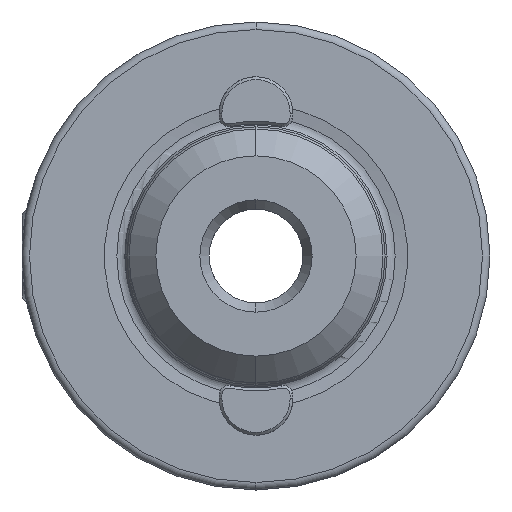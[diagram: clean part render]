
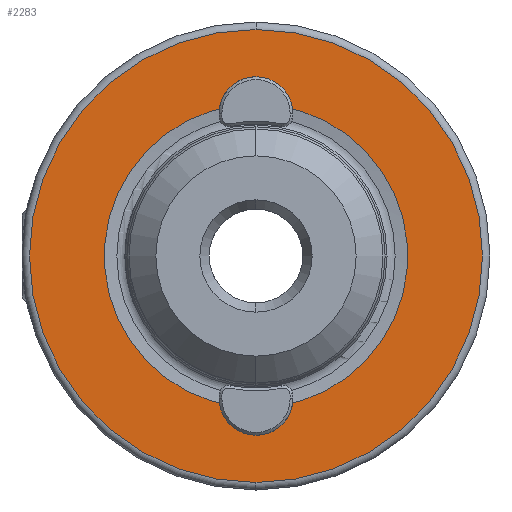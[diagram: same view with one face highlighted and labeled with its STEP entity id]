
A CAD part, left-side view. The second image highlights one B-rep face of the part: STEP entity #2283.
In plain terms, the highlighted planar face has unit normal (-1, 0, 0).
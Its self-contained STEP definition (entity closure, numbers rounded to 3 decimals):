
#37 = VERTEX_POINT ( 'NONE', #4045 ) ;
#136 = EDGE_CURVE ( 'NONE', #296, #2543, #2635, .T. ) ;
#168 = CARTESIAN_POINT ( 'NONE',  ( 0., 0., 0. ) ) ;
#170 = VERTEX_POINT ( 'NONE', #537 ) ;
#296 = VERTEX_POINT ( 'NONE', #4006 ) ;
#537 = CARTESIAN_POINT ( 'NONE',  ( 0., -1.046, -8.036 ) ) ;
#551 = DIRECTION ( 'NONE',  ( -1., 0., 0. ) ) ;
#569 = DIRECTION ( 'NONE',  ( 0., 0., 1. ) ) ;
#680 = DIRECTION ( 'NONE',  ( 0., 0., 1. ) ) ;
#686 = DIRECTION ( 'NONE',  ( -1., 0., 0. ) ) ;
#692 = CARTESIAN_POINT ( 'NONE',  ( 0., 0., 0. ) ) ;
#703 = CIRCLE ( 'NONE', #3609, 12.1 ) ;
#716 = EDGE_LOOP ( 'NONE', ( #2119, #2218 ) ) ;
#845 = EDGE_CURVE ( 'NONE', #1562, #1469, #703, .T. ) ;
#868 = EDGE_LOOP ( 'NONE', ( #1379, #1609, #1708, #1779, #1948, #2059 ) ) ;
#1007 = AXIS2_PLACEMENT_3D ( 'NONE', #1989, #1949, #1959 ) ;
#1027 = CARTESIAN_POINT ( 'NONE',  ( 0., 0., -8.103 ) ) ;
#1086 = CARTESIAN_POINT ( 'NONE',  ( 0., -1.046, 8.036 ) ) ;
#1098 = VERTEX_POINT ( 'NONE', #1086 ) ;
#1121 = CARTESIAN_POINT ( 'NONE',  ( 0., 0., -12.1 ) ) ;
#1184 = EDGE_CURVE ( 'NONE', #170, #1098, #4508, .T. ) ;
#1267 = PLANE ( 'NONE',  #2148 ) ;
#1278 = EDGE_CURVE ( 'NONE', #3082, #296, #4255, .T. ) ;
#1280 = DIRECTION ( 'NONE',  ( 1., 0., 0. ) ) ;
#1285 = DIRECTION ( 'NONE',  ( 0., 0., -1. ) ) ;
#1322 = AXIS2_PLACEMENT_3D ( 'NONE', #2741, #2914, #3200 ) ;
#1337 = EDGE_CURVE ( 'NONE', #2543, #37, #4157, .T. ) ;
#1363 = EDGE_CURVE ( 'NONE', #1469, #1562, #4075, .T. ) ;
#1379 = ORIENTED_EDGE ( 'NONE', *, *, #136, .F. ) ;
#1405 = EDGE_CURVE ( 'NONE', #1098, #3082, #3834, .T. ) ;
#1416 = AXIS2_PLACEMENT_3D ( 'NONE', #3317, #3374, #3300 ) ;
#1469 = VERTEX_POINT ( 'NONE', #1121 ) ;
#1515 = FACE_OUTER_BOUND ( 'NONE', #716, .T. ) ;
#1521 = FACE_BOUND ( 'NONE', #868, .T. ) ;
#1562 = VERTEX_POINT ( 'NONE', #3644 ) ;
#1609 = ORIENTED_EDGE ( 'NONE', *, *, #1278, .F. ) ;
#1708 = ORIENTED_EDGE ( 'NONE', *, *, #1405, .F. ) ;
#1779 = ORIENTED_EDGE ( 'NONE', *, *, #1184, .F. ) ;
#1785 = AXIS2_PLACEMENT_3D ( 'NONE', #4051, #4055, #4093 ) ;
#1832 = AXIS2_PLACEMENT_3D ( 'NONE', #168, #551, #569 ) ;
#1948 = ORIENTED_EDGE ( 'NONE', *, *, #2967, .F. ) ;
#1949 = DIRECTION ( 'NONE',  ( -1., 0., 0. ) ) ;
#1959 = DIRECTION ( 'NONE',  ( 0., 0., 1. ) ) ;
#1989 = CARTESIAN_POINT ( 'NONE',  ( 0., 0., 8.375 ) ) ;
#2028 = CARTESIAN_POINT ( 'NONE',  ( 0., 0., -8.375 ) ) ;
#2032 = DIRECTION ( 'NONE',  ( 0., 0., 1. ) ) ;
#2057 = DIRECTION ( 'NONE',  ( -1., 0., 0. ) ) ;
#2059 = ORIENTED_EDGE ( 'NONE', *, *, #1337, .F. ) ;
#2119 = ORIENTED_EDGE ( 'NONE', *, *, #845, .T. ) ;
#2148 = AXIS2_PLACEMENT_3D ( 'NONE', #1027, #1280, #1285 ) ;
#2218 = ORIENTED_EDGE ( 'NONE', *, *, #1363, .T. ) ;
#2283 = ADVANCED_FACE ( 'NONE', ( #1521, #1515 ), #1267, .F. ) ;
#2328 = AXIS2_PLACEMENT_3D ( 'NONE', #692, #686, #680 ) ;
#2392 = CARTESIAN_POINT ( 'NONE',  ( 0., 1.046, -8.036 ) ) ;
#2506 = DIRECTION ( 'NONE',  ( 0., 0., 1. ) ) ;
#2522 = DIRECTION ( 'NONE',  ( -1., 0., 0. ) ) ;
#2525 = CARTESIAN_POINT ( 'NONE',  ( 0., 0., 0. ) ) ;
#2543 = VERTEX_POINT ( 'NONE', #2392 ) ;
#2635 = CIRCLE ( 'NONE', #1832, 8.103 ) ;
#2741 = CARTESIAN_POINT ( 'NONE',  ( 0., 0., 0. ) ) ;
#2815 = AXIS2_PLACEMENT_3D ( 'NONE', #2028, #2057, #2032 ) ;
#2914 = DIRECTION ( 'NONE',  ( -1., 0., 0. ) ) ;
#2967 = EDGE_CURVE ( 'NONE', #37, #170, #4378, .T. ) ;
#3082 = VERTEX_POINT ( 'NONE', #4103 ) ;
#3200 = DIRECTION ( 'NONE',  ( 0., 0., 1. ) ) ;
#3300 = DIRECTION ( 'NONE',  ( 0., 0., 1. ) ) ;
#3317 = CARTESIAN_POINT ( 'NONE',  ( 0., 0., -8.375 ) ) ;
#3374 = DIRECTION ( 'NONE',  ( -1., 0., 0. ) ) ;
#3609 = AXIS2_PLACEMENT_3D ( 'NONE', #2525, #2522, #2506 ) ;
#3644 = CARTESIAN_POINT ( 'NONE',  ( 0., 0., 12.1 ) ) ;
#3834 = CIRCLE ( 'NONE', #1007, 1.1 ) ;
#4006 = CARTESIAN_POINT ( 'NONE',  ( 0., 1.046, 8.036 ) ) ;
#4045 = CARTESIAN_POINT ( 'NONE',  ( 0., 0., -9.475 ) ) ;
#4051 = CARTESIAN_POINT ( 'NONE',  ( 0., 0., 8.375 ) ) ;
#4055 = DIRECTION ( 'NONE',  ( -1., 0., 0. ) ) ;
#4075 = CIRCLE ( 'NONE', #1322, 12.1 ) ;
#4093 = DIRECTION ( 'NONE',  ( 0., 0., 1. ) ) ;
#4103 = CARTESIAN_POINT ( 'NONE',  ( 0., 0., 9.475 ) ) ;
#4157 = CIRCLE ( 'NONE', #1416, 1.1 ) ;
#4255 = CIRCLE ( 'NONE', #1785, 1.1 ) ;
#4378 = CIRCLE ( 'NONE', #2815, 1.1 ) ;
#4508 = CIRCLE ( 'NONE', #2328, 8.103 ) ;
